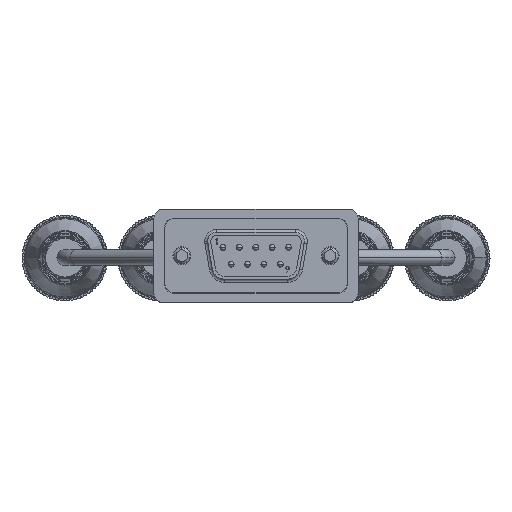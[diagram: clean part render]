
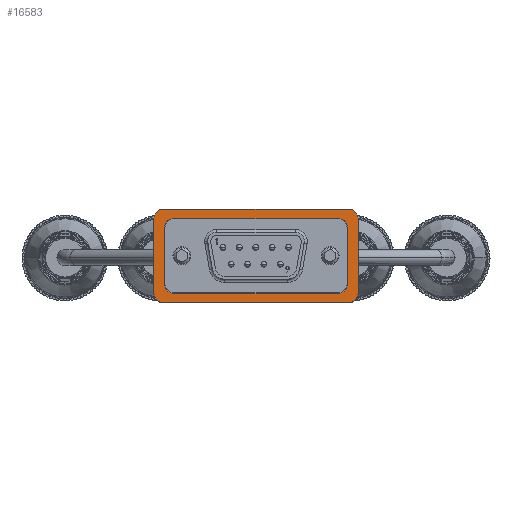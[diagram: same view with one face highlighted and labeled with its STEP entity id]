
A CAD part, top view. The second image highlights one B-rep face of the part: STEP entity #16583.
In plain terms, the highlighted face is planar.
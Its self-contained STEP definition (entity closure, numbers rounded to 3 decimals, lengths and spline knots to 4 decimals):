
#16036 = EDGE_CURVE ( 'NONE', #16064, #16051, #25342, .T. ) ;
#16046 = VERTEX_POINT ( 'NONE', #25390 ) ;
#16048 = EDGE_CURVE ( 'NONE', #16064, #16046, #25387, .T. ) ;
#16051 = VERTEX_POINT ( 'NONE', #25378 ) ;
#16053 = EDGE_CURVE ( 'NONE', #16054, #16051, #25376, .T. ) ;
#16054 = VERTEX_POINT ( 'NONE', #25445 ) ;
#16064 = VERTEX_POINT ( 'NONE', #25422 ) ;
#16320 = EDGE_CURVE ( 'NONE', #16398, #16332, #26017, .T. ) ;
#16332 = VERTEX_POINT ( 'NONE', #26052 ) ;
#16338 = VERTEX_POINT ( 'NONE', #26041 ) ;
#16384 = EDGE_CURVE ( 'NONE', #16385, #16398, #26172, .T. ) ;
#16385 = VERTEX_POINT ( 'NONE', #26167 ) ;
#16394 = EDGE_CURVE ( 'NONE', #16332, #16338, #26150, .T. ) ;
#16398 = VERTEX_POINT ( 'NONE', #26207 ) ;
#16455 = EDGE_CURVE ( 'NONE', #16338, #16054, #26308, .T. ) ;
#16527 = EDGE_LOOP ( 'NONE', ( #16584, #16589, #16592, #16595, #16598, #16570, #16573, #16576 ) ) ;
#16568 = EDGE_CURVE ( 'NONE', #16569, #16597, #26517, .T. ) ;
#16569 = VERTEX_POINT ( 'NONE', #26513 ) ;
#16570 = ORIENTED_EDGE ( 'NONE', *, *, #16571, .F. ) ;
#16571 = EDGE_CURVE ( 'NONE', #16572, #16569, #26511, .T. ) ;
#16572 = VERTEX_POINT ( 'NONE', #26506 ) ;
#16573 = ORIENTED_EDGE ( 'NONE', *, *, #16574, .F. ) ;
#16574 = EDGE_CURVE ( 'NONE', #16575, #16572, #26505, .T. ) ;
#16575 = VERTEX_POINT ( 'NONE', #26501 ) ;
#16576 = ORIENTED_EDGE ( 'NONE', *, *, #16577, .F. ) ;
#16577 = EDGE_CURVE ( 'NONE', #16588, #16575, #26500, .T. ) ;
#16578 = EDGE_LOOP ( 'NONE', ( #16579, #16580, #16582, #16642, #16643, #16644, #16645, #16646 ) ) ;
#16579 = ORIENTED_EDGE ( 'NONE', *, *, #16036, .F. ) ;
#16580 = ORIENTED_EDGE ( 'NONE', *, *, #16048, .T. ) ;
#16582 = ORIENTED_EDGE ( 'NONE', *, *, #16599, .F. ) ;
#16583 = ADVANCED_FACE ( 'NONE', ( #26564, #26563 ), #26561, .F. ) ;
#16584 = ORIENTED_EDGE ( 'NONE', *, *, #16585, .F. ) ;
#16585 = EDGE_CURVE ( 'NONE', #16587, #16588, #26556, .T. ) ;
#16587 = VERTEX_POINT ( 'NONE', #26552 ) ;
#16588 = VERTEX_POINT ( 'NONE', #26550 ) ;
#16589 = ORIENTED_EDGE ( 'NONE', *, *, #16590, .F. ) ;
#16590 = EDGE_CURVE ( 'NONE', #16591, #16587, #26548, .T. ) ;
#16591 = VERTEX_POINT ( 'NONE', #26543 ) ;
#16592 = ORIENTED_EDGE ( 'NONE', *, *, #16593, .F. ) ;
#16593 = EDGE_CURVE ( 'NONE', #16594, #16591, #26542, .T. ) ;
#16594 = VERTEX_POINT ( 'NONE', #26538 ) ;
#16595 = ORIENTED_EDGE ( 'NONE', *, *, #16596, .F. ) ;
#16596 = EDGE_CURVE ( 'NONE', #16597, #16594, #26535, .T. ) ;
#16597 = VERTEX_POINT ( 'NONE', #26530 ) ;
#16598 = ORIENTED_EDGE ( 'NONE', *, *, #16568, .F. ) ;
#16599 = EDGE_CURVE ( 'NONE', #16385, #16046, #26529, .T. ) ;
#16642 = ORIENTED_EDGE ( 'NONE', *, *, #16384, .T. ) ;
#16643 = ORIENTED_EDGE ( 'NONE', *, *, #16320, .T. ) ;
#16644 = ORIENTED_EDGE ( 'NONE', *, *, #16394, .T. ) ;
#16645 = ORIENTED_EDGE ( 'NONE', *, *, #16455, .T. ) ;
#16646 = ORIENTED_EDGE ( 'NONE', *, *, #16053, .T. ) ;
#25340 = VECTOR ( 'NONE', #25410, 39.3701 ) ;
#25341 = CARTESIAN_POINT ( 'NONE',  ( -0.6785, 0.3085, -0.6975 ) ) ;
#25342 = LINE ( 'NONE', #25341, #25340 ) ;
#25376 = CIRCLE ( 'NONE', #25450, 0.06 ) ;
#25378 = CARTESIAN_POINT ( 'NONE',  ( -0.6785, -0.2485, -0.6975 ) ) ;
#25383 = DIRECTION ( 'NONE',  ( 1., 0., 0. ) ) ;
#25384 = DIRECTION ( 'NONE',  ( 0., 0., -1. ) ) ;
#25385 = CARTESIAN_POINT ( 'NONE',  ( -0.6185, 0.2485, -0.6975 ) ) ;
#25386 = AXIS2_PLACEMENT_3D ( 'NONE', #25385, #25384, #25383 ) ;
#25387 = CIRCLE ( 'NONE', #25386, 0.06 ) ;
#25390 = CARTESIAN_POINT ( 'NONE',  ( -0.6185, 0.3085, -0.6975 ) ) ;
#25410 = DIRECTION ( 'NONE',  ( 0., -1., 0. ) ) ;
#25422 = CARTESIAN_POINT ( 'NONE',  ( -0.6785, 0.2485, -0.6975 ) ) ;
#25445 = CARTESIAN_POINT ( 'NONE',  ( -0.6185, -0.3085, -0.6975 ) ) ;
#25446 = DIRECTION ( 'NONE',  ( 1., 0., 0. ) ) ;
#25448 = DIRECTION ( 'NONE',  ( 0., 0., -1. ) ) ;
#25449 = CARTESIAN_POINT ( 'NONE',  ( -0.6185, -0.2485, -0.6975 ) ) ;
#25450 = AXIS2_PLACEMENT_3D ( 'NONE', #25449, #25448, #25446 ) ;
#26014 = DIRECTION ( 'NONE',  ( 0., -1., 0. ) ) ;
#26015 = VECTOR ( 'NONE', #26014, 39.3701 ) ;
#26016 = CARTESIAN_POINT ( 'NONE',  ( 0.6785, 0.3085, -0.6975 ) ) ;
#26017 = LINE ( 'NONE', #26016, #26015 ) ;
#26041 = CARTESIAN_POINT ( 'NONE',  ( 0.6185, -0.3085, -0.6975 ) ) ;
#26052 = CARTESIAN_POINT ( 'NONE',  ( 0.6785, -0.2485, -0.6975 ) ) ;
#26146 = DIRECTION ( 'NONE',  ( 1., 0., 0. ) ) ;
#26147 = DIRECTION ( 'NONE',  ( 0., 0., -1. ) ) ;
#26148 = CARTESIAN_POINT ( 'NONE',  ( 0.6185, -0.2485, -0.6975 ) ) ;
#26149 = AXIS2_PLACEMENT_3D ( 'NONE', #26148, #26147, #26146 ) ;
#26150 = CIRCLE ( 'NONE', #26149, 0.06 ) ;
#26167 = CARTESIAN_POINT ( 'NONE',  ( 0.6185, 0.3085, -0.6975 ) ) ;
#26168 = DIRECTION ( 'NONE',  ( 1., 0., 0. ) ) ;
#26169 = DIRECTION ( 'NONE',  ( 0., 0., -1. ) ) ;
#26170 = CARTESIAN_POINT ( 'NONE',  ( 0.6185, 0.2485, -0.6975 ) ) ;
#26171 = AXIS2_PLACEMENT_3D ( 'NONE', #26170, #26169, #26168 ) ;
#26172 = CIRCLE ( 'NONE', #26171, 0.06 ) ;
#26207 = CARTESIAN_POINT ( 'NONE',  ( 0.6785, 0.2485, -0.6975 ) ) ;
#26305 = DIRECTION ( 'NONE',  ( -1., 0., 0. ) ) ;
#26306 = VECTOR ( 'NONE', #26305, 39.3701 ) ;
#26307 = CARTESIAN_POINT ( 'NONE',  ( -0.6785, -0.3085, -0.6975 ) ) ;
#26308 = LINE ( 'NONE', #26307, #26306 ) ;
#26496 = DIRECTION ( 'NONE',  ( 1., 0., 0. ) ) ;
#26497 = DIRECTION ( 'NONE',  ( 0., 0., -1. ) ) ;
#26498 = CARTESIAN_POINT ( 'NONE',  ( 0.5475, -0.188, -0.6975 ) ) ;
#26499 = AXIS2_PLACEMENT_3D ( 'NONE', #26498, #26497, #26496 ) ;
#26500 = CIRCLE ( 'NONE', #26499, 0.06 ) ;
#26501 = CARTESIAN_POINT ( 'NONE',  ( 0.5475, -0.248, -0.6975 ) ) ;
#26502 = DIRECTION ( 'NONE',  ( -1., 0., 0. ) ) ;
#26503 = VECTOR ( 'NONE', #26502, 39.3701 ) ;
#26504 = CARTESIAN_POINT ( 'NONE',  ( 0.5475, -0.248, -0.6975 ) ) ;
#26505 = LINE ( 'NONE', #26504, #26503 ) ;
#26506 = CARTESIAN_POINT ( 'NONE',  ( -0.5475, -0.248, -0.6975 ) ) ;
#26507 = DIRECTION ( 'NONE',  ( 1., 0., 0. ) ) ;
#26508 = DIRECTION ( 'NONE',  ( 0., 0., -1. ) ) ;
#26509 = CARTESIAN_POINT ( 'NONE',  ( -0.5475, -0.188, -0.6975 ) ) ;
#26510 = AXIS2_PLACEMENT_3D ( 'NONE', #26509, #26508, #26507 ) ;
#26511 = CIRCLE ( 'NONE', #26510, 0.06 ) ;
#26513 = CARTESIAN_POINT ( 'NONE',  ( -0.6075, -0.188, -0.6975 ) ) ;
#26514 = DIRECTION ( 'NONE',  ( 0., 1., 0. ) ) ;
#26515 = VECTOR ( 'NONE', #26514, 39.3701 ) ;
#26516 = CARTESIAN_POINT ( 'NONE',  ( -0.6075, 0.188, -0.6975 ) ) ;
#26517 = LINE ( 'NONE', #26516, #26515 ) ;
#26527 = CARTESIAN_POINT ( 'NONE',  ( -0.6785, 0.3085, -0.6975 ) ) ;
#26529 = LINE ( 'NONE', #26527, #26604 ) ;
#26530 = CARTESIAN_POINT ( 'NONE',  ( -0.6075, 0.188, -0.6975 ) ) ;
#26531 = DIRECTION ( 'NONE',  ( -1., 0., 0. ) ) ;
#26532 = DIRECTION ( 'NONE',  ( 0., 0., -1. ) ) ;
#26533 = CARTESIAN_POINT ( 'NONE',  ( -0.5475, 0.188, -0.6975 ) ) ;
#26534 = AXIS2_PLACEMENT_3D ( 'NONE', #26533, #26532, #26531 ) ;
#26535 = CIRCLE ( 'NONE', #26534, 0.06 ) ;
#26538 = CARTESIAN_POINT ( 'NONE',  ( -0.5475, 0.248, -0.6975 ) ) ;
#26539 = DIRECTION ( 'NONE',  ( 1., 0., 0. ) ) ;
#26540 = VECTOR ( 'NONE', #26539, 39.3701 ) ;
#26541 = CARTESIAN_POINT ( 'NONE',  ( 0.5475, 0.248, -0.6975 ) ) ;
#26542 = LINE ( 'NONE', #26541, #26540 ) ;
#26543 = CARTESIAN_POINT ( 'NONE',  ( 0.5475, 0.248, -0.6975 ) ) ;
#26544 = DIRECTION ( 'NONE',  ( 1., 0., 0. ) ) ;
#26545 = DIRECTION ( 'NONE',  ( 0., 0., -1. ) ) ;
#26546 = CARTESIAN_POINT ( 'NONE',  ( 0.5475, 0.188, -0.6975 ) ) ;
#26547 = AXIS2_PLACEMENT_3D ( 'NONE', #26546, #26545, #26544 ) ;
#26548 = CIRCLE ( 'NONE', #26547, 0.06 ) ;
#26550 = CARTESIAN_POINT ( 'NONE',  ( 0.6075, -0.188, -0.6975 ) ) ;
#26552 = CARTESIAN_POINT ( 'NONE',  ( 0.6075, 0.188, -0.6975 ) ) ;
#26553 = DIRECTION ( 'NONE',  ( 0., -1., 0. ) ) ;
#26554 = VECTOR ( 'NONE', #26553, 39.3701 ) ;
#26555 = CARTESIAN_POINT ( 'NONE',  ( 0.6075, 0.188, -0.6975 ) ) ;
#26556 = LINE ( 'NONE', #26555, #26554 ) ;
#26557 = DIRECTION ( 'NONE',  ( 1., 0., 0. ) ) ;
#26558 = DIRECTION ( 'NONE',  ( 0., 0., 1. ) ) ;
#26559 = CARTESIAN_POINT ( 'NONE',  ( -0.6785, 0.3085, -0.6975 ) ) ;
#26560 = AXIS2_PLACEMENT_3D ( 'NONE', #26559, #26558, #26557 ) ;
#26561 = PLANE ( 'NONE',  #26560 ) ;
#26563 = FACE_OUTER_BOUND ( 'NONE', #16578, .T. ) ;
#26564 = FACE_BOUND ( 'NONE', #16527, .T. ) ;
#26603 = DIRECTION ( 'NONE',  ( -1., 0., 0. ) ) ;
#26604 = VECTOR ( 'NONE', #26603, 39.3701 ) ;
